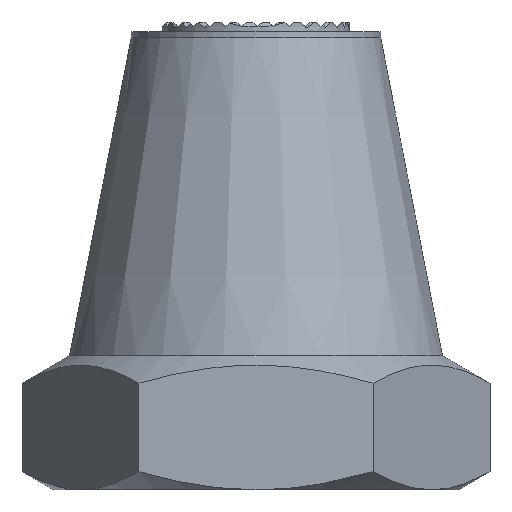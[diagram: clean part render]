
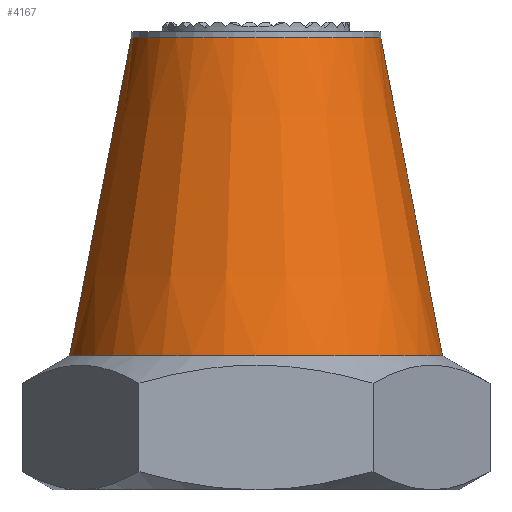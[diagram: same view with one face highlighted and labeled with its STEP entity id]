
A CAD part, left-side view. The second image highlights one B-rep face of the part: STEP entity #4167.
In plain terms, the highlighted conical face has half-angle 10.986 degrees and reference radius 5.98 mm.
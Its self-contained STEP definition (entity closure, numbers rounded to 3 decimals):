
#235 = ORIENTED_EDGE ( 'NONE', *, *, #8441, .T. ) ;
#257 = AXIS2_PLACEMENT_3D ( 'NONE', #3169, #4139, #8356 ) ;
#591 = DIRECTION ( 'NONE',  ( 0., 0., -1. ) ) ;
#897 = EDGE_LOOP ( 'NONE', ( #235, #1498, #1412, #5420 ) ) ;
#1412 = ORIENTED_EDGE ( 'NONE', *, *, #7270, .F. ) ;
#1498 = ORIENTED_EDGE ( 'NONE', *, *, #8697, .T. ) ;
#2214 = CARTESIAN_POINT ( 'NONE',  ( 0., -5.98, 4.3 ) ) ;
#2516 = DIRECTION ( 'NONE',  ( 0., -1., 0. ) ) ;
#2920 = VERTEX_POINT ( 'NONE', #6284 ) ;
#3021 = VERTEX_POINT ( 'NONE', #11738 ) ;
#3143 = CIRCLE ( 'NONE', #3795, 4. ) ;
#3169 = CARTESIAN_POINT ( 'NONE',  ( 0., 0., 4.3 ) ) ;
#3615 = DIRECTION ( 'NONE',  ( 0., 0.191, -0.982 ) ) ;
#3795 = AXIS2_PLACEMENT_3D ( 'NONE', #12311, #591, #9082 ) ;
#4139 = DIRECTION ( 'NONE',  ( 0., 0., -1. ) ) ;
#4167 = ADVANCED_FACE ( 'NONE', ( #11007 ), #6765, .T. ) ;
#5015 = CARTESIAN_POINT ( 'NONE',  ( 0., -4., 14.5 ) ) ;
#5420 = ORIENTED_EDGE ( 'NONE', *, *, #12829, .F. ) ;
#6200 = CIRCLE ( 'NONE', #257, 5.98 ) ;
#6284 = CARTESIAN_POINT ( 'NONE',  ( 0., 4., 14.5 ) ) ;
#6727 = VECTOR ( 'NONE', #7044, 1000. ) ;
#6765 = CONICAL_SURFACE ( 'NONE', #13142, 5.98, 0.192 ) ;
#7044 = DIRECTION ( 'NONE',  ( 0., -0.191, -0.982 ) ) ;
#7270 = EDGE_CURVE ( 'NONE', #10521, #3021, #6200, .T. ) ;
#7311 = CARTESIAN_POINT ( 'NONE',  ( 0., -5.98, 4.3 ) ) ;
#8127 = VERTEX_POINT ( 'NONE', #5015 ) ;
#8356 = DIRECTION ( 'NONE',  ( 0., -1., 0. ) ) ;
#8441 = EDGE_CURVE ( 'NONE', #8127, #2920, #3143, .T. ) ;
#8697 = EDGE_CURVE ( 'NONE', #2920, #3021, #8797, .T. ) ;
#8797 = LINE ( 'NONE', #12998, #13270 ) ;
#9082 = DIRECTION ( 'NONE',  ( 0., -1., 0. ) ) ;
#9908 = DIRECTION ( 'NONE',  ( 0., 0., -1. ) ) ;
#10416 = LINE ( 'NONE', #7311, #6727 ) ;
#10521 = VERTEX_POINT ( 'NONE', #2214 ) ;
#11007 = FACE_OUTER_BOUND ( 'NONE', #897, .T. ) ;
#11738 = CARTESIAN_POINT ( 'NONE',  ( 0., 5.98, 4.3 ) ) ;
#11973 = CARTESIAN_POINT ( 'NONE',  ( 0., 0., 4.3 ) ) ;
#12311 = CARTESIAN_POINT ( 'NONE',  ( 0., 0., 14.5 ) ) ;
#12829 = EDGE_CURVE ( 'NONE', #8127, #10521, #10416, .T. ) ;
#12998 = CARTESIAN_POINT ( 'NONE',  ( 0., 5.98, 4.3 ) ) ;
#13142 = AXIS2_PLACEMENT_3D ( 'NONE', #11973, #9908, #2516 ) ;
#13270 = VECTOR ( 'NONE', #3615, 1000. ) ;
